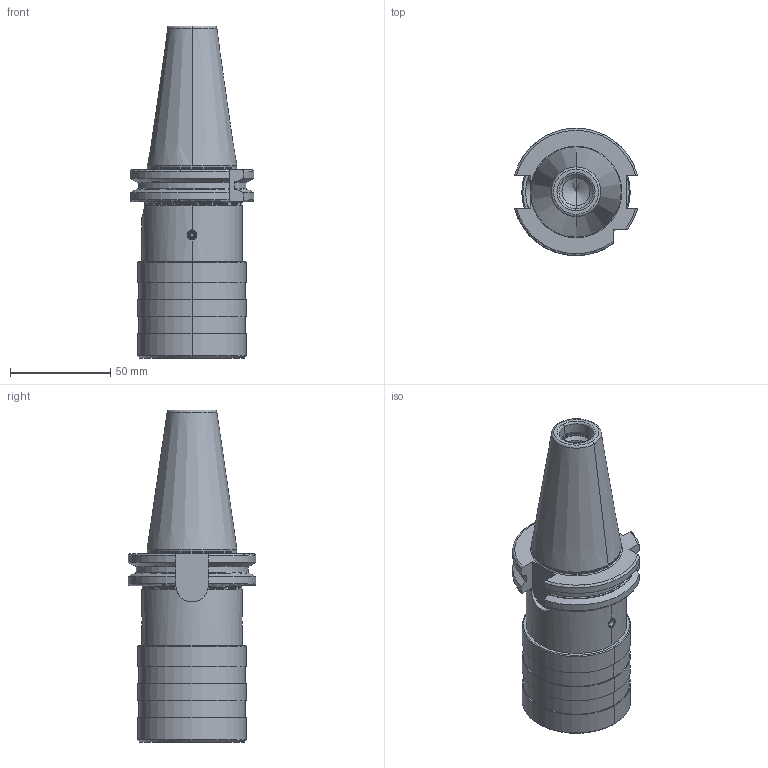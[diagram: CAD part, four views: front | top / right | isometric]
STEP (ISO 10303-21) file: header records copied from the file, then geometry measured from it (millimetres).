
FILE_DESCRIPTION((''),'2;1');
FILE_NAME('402_16_20','2020-10-07T',('104091'),(''),'CREO PARAMETRIC BY PTC INC, 2016260','CREO PARAMETRIC BY PTC INC, 2016260','');
FILE_SCHEMA(('CONFIG_CONTROL_DESIGN'));
Length unit declared in the file: millimetre
Products named in the file (1): 402_16_20
Bounding box: 61.48 x 63.54 x 165.4 mm (x, y, z)
Volume: 236356.6 mm3; surface area: 55520.6 mm2
Topology: 1 solids, 1 shells, 190 faces, 467 edges, 287 vertices
Faces by surface type: plane 58, cylinder 53, cone 39, torus 34, sphere 6
Entity records: 6092 total; most frequent: CARTESIAN_POINT 1604, DIRECTION 964, ORIENTED_EDGE 914, EDGE_CURVE 457, AXIS2_PLACEMENT_3D 397, VERTEX_POINT 287, EDGE_LOOP 208, CIRCLE 204
